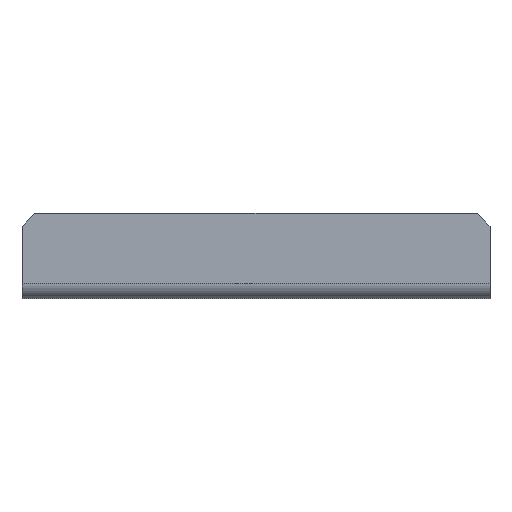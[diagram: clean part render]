
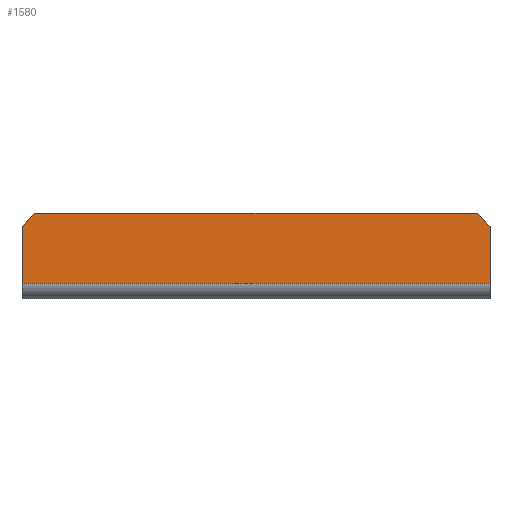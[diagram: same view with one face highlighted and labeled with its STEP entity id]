
A CAD part, front view. The second image highlights one B-rep face of the part: STEP entity #1580.
In plain terms, the highlighted planar face has unit normal (0, -1, 0).
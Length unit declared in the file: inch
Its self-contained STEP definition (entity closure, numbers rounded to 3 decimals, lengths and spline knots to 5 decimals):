
#1451=CARTESIAN_POINT('',(2.6,-0.8995,1.0));
#1452=VERTEX_POINT('',#1451);
#1459=CARTESIAN_POINT('',(2.75,-0.8995,0.85));
#1460=VERTEX_POINT('',#1459);
#1461=CARTESIAN_POINT('',(2.6,-0.8995,1.0));
#1462=DIRECTION('',(0.707,0.0,-0.707));
#1463=VECTOR('',#1462,0.21213);
#1464=LINE('',#1461,#1463);
#1465=EDGE_CURVE('',#1452,#1460,#1464,.T.);
#1482=CARTESIAN_POINT('',(2.75,-0.8995,0.18));
#1483=VERTEX_POINT('',#1482);
#1484=CARTESIAN_POINT('',(2.75,-0.8995,0.18));
#1485=DIRECTION('',(0.0,0.0,1.0));
#1486=VECTOR('',#1485,0.67);
#1487=LINE('',#1484,#1486);
#1488=EDGE_CURVE('',#1483,#1460,#1487,.T.);
#1541=CARTESIAN_POINT('',(0.0,-0.8995,0.5));
#1542=DIRECTION('',(0.0,1.0,0.0));
#1543=DIRECTION('',(0.0,0.0,1.0));
#1544=AXIS2_PLACEMENT_3D('',#1541,#1542,#1543);
#1545=PLANE('',#1544);
#1546=ORIENTED_EDGE('',*,*,#1465,.F.);
#1547=CARTESIAN_POINT('',(-2.6,-0.8995,1.0));
#1548=VERTEX_POINT('',#1547);
#1549=CARTESIAN_POINT('',(2.6,-0.8995,1.0));
#1550=DIRECTION('',(-1.0,0.0,0.0));
#1551=VECTOR('',#1550,5.2);
#1552=LINE('',#1549,#1551);
#1553=EDGE_CURVE('',#1452,#1548,#1552,.T.);
#1554=ORIENTED_EDGE('',*,*,#1553,.T.);
#1555=CARTESIAN_POINT('',(-2.75,-0.8995,0.85));
#1556=VERTEX_POINT('',#1555);
#1557=CARTESIAN_POINT('',(-2.75,-0.8995,0.85));
#1558=DIRECTION('',(0.707,0.0,0.707));
#1559=VECTOR('',#1558,0.21213);
#1560=LINE('',#1557,#1559);
#1561=EDGE_CURVE('',#1556,#1548,#1560,.T.);
#1562=ORIENTED_EDGE('',*,*,#1561,.F.);
#1563=CARTESIAN_POINT('',(-2.75,-0.8995,0.18));
#1564=VERTEX_POINT('',#1563);
#1565=CARTESIAN_POINT('',(-2.75,-0.8995,0.85));
#1566=DIRECTION('',(0.0,0.0,-1.0));
#1567=VECTOR('',#1566,0.67);
#1568=LINE('',#1565,#1567);
#1569=EDGE_CURVE('',#1556,#1564,#1568,.T.);
#1570=ORIENTED_EDGE('',*,*,#1569,.T.);
#1571=CARTESIAN_POINT('',(-2.75,-0.8995,0.18));
#1572=DIRECTION('',(1.0,0.0,0.0));
#1573=VECTOR('',#1572,5.5);
#1574=LINE('',#1571,#1573);
#1575=EDGE_CURVE('',#1564,#1483,#1574,.T.);
#1576=ORIENTED_EDGE('',*,*,#1575,.T.);
#1577=ORIENTED_EDGE('',*,*,#1488,.T.);
#1578=EDGE_LOOP('',(#1546,#1554,#1562,#1570,#1576,#1577));
#1579=FACE_OUTER_BOUND('',#1578,.T.);
#1580=ADVANCED_FACE('',(#1579),#1545,.F.);
